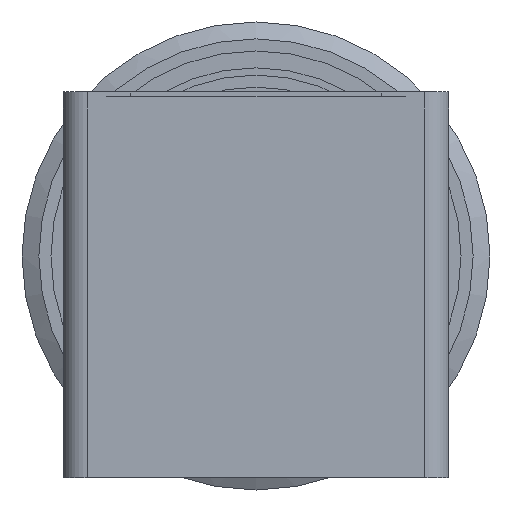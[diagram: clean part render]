
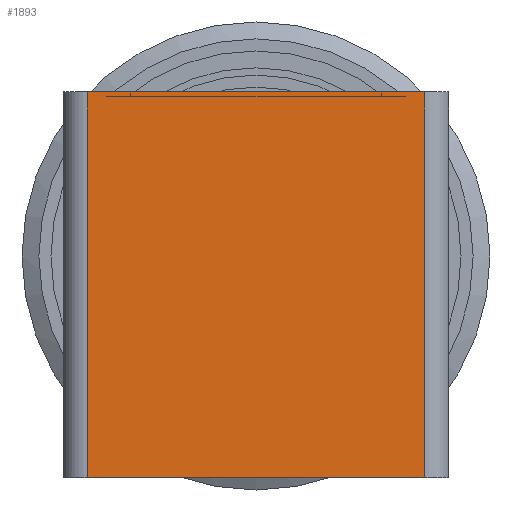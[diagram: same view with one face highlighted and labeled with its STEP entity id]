
A CAD part, left-side view. The second image highlights one B-rep face of the part: STEP entity #1893.
In plain terms, the highlighted planar face has unit normal (-1, 0, 0).
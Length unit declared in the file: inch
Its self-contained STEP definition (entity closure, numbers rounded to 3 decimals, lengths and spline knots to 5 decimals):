
#15 = CARTESIAN_POINT ( 'NONE',  ( 0., 0.1378, -0.15748 ) ) ;
#45 = VECTOR ( 'NONE', #943, 39.37008 ) ;
#174 = VERTEX_POINT ( 'NONE', #1845 ) ;
#179 = CARTESIAN_POINT ( 'NONE',  ( 0., -0.1378, -0.15748 ) ) ;
#230 = DIRECTION ( 'NONE',  ( 0., 0., 1. ) ) ;
#415 = DIRECTION ( 'NONE',  ( 0., 0., -1. ) ) ;
#429 = CARTESIAN_POINT ( 'NONE',  ( 0., 0.1378, 0.15748 ) ) ;
#450 = DIRECTION ( 'NONE',  ( 0., 0., -1. ) ) ;
#530 = LINE ( 'NONE', #179, #45 ) ;
#632 = VECTOR ( 'NONE', #1718, 39.37008 ) ;
#743 = PLANE ( 'NONE',  #1070 ) ;
#770 = LINE ( 'NONE', #1530, #1194 ) ;
#793 = VERTEX_POINT ( 'NONE', #861 ) ;
#806 = LINE ( 'NONE', #429, #632 ) ;
#812 = EDGE_CURVE ( 'NONE', #1080, #174, #1570, .T. ) ;
#841 = EDGE_LOOP ( 'NONE', ( #1364, #1564, #2330, #1795 ) ) ;
#861 = CARTESIAN_POINT ( 'NONE',  ( 0., 0.1378, 0.15748 ) ) ;
#943 = DIRECTION ( 'NONE',  ( 0., -1., 0. ) ) ;
#1070 = AXIS2_PLACEMENT_3D ( 'NONE', #2135, #1578, #415 ) ;
#1080 = VERTEX_POINT ( 'NONE', #1374 ) ;
#1194 = VECTOR ( 'NONE', #230, 39.37008 ) ;
#1364 = ORIENTED_EDGE ( 'NONE', *, *, #812, .F. ) ;
#1374 = CARTESIAN_POINT ( 'NONE',  ( 0., -0.1378, 0.15748 ) ) ;
#1453 = EDGE_CURVE ( 'NONE', #1573, #174, #530, .T. ) ;
#1530 = CARTESIAN_POINT ( 'NONE',  ( 0., 0.1378, 0.15748 ) ) ;
#1564 = ORIENTED_EDGE ( 'NONE', *, *, #2006, .F. ) ;
#1570 = LINE ( 'NONE', #1981, #2434 ) ;
#1573 = VERTEX_POINT ( 'NONE', #15 ) ;
#1578 = DIRECTION ( 'NONE',  ( 1., 0., 0. ) ) ;
#1590 = EDGE_CURVE ( 'NONE', #1573, #793, #770, .T. ) ;
#1718 = DIRECTION ( 'NONE',  ( 0., -1., 0. ) ) ;
#1795 = ORIENTED_EDGE ( 'NONE', *, *, #1453, .T. ) ;
#1845 = CARTESIAN_POINT ( 'NONE',  ( 0., -0.1378, -0.15748 ) ) ;
#1893 = ADVANCED_FACE ( 'NONE', ( #2429 ), #743, .F. ) ;
#1981 = CARTESIAN_POINT ( 'NONE',  ( 0., -0.1378, 0.15748 ) ) ;
#2006 = EDGE_CURVE ( 'NONE', #793, #1080, #806, .T. ) ;
#2135 = CARTESIAN_POINT ( 'NONE',  ( 0., 0.1378, 0.15748 ) ) ;
#2330 = ORIENTED_EDGE ( 'NONE', *, *, #1590, .F. ) ;
#2429 = FACE_OUTER_BOUND ( 'NONE', #841, .T. ) ;
#2434 = VECTOR ( 'NONE', #450, 39.37008 ) ;
